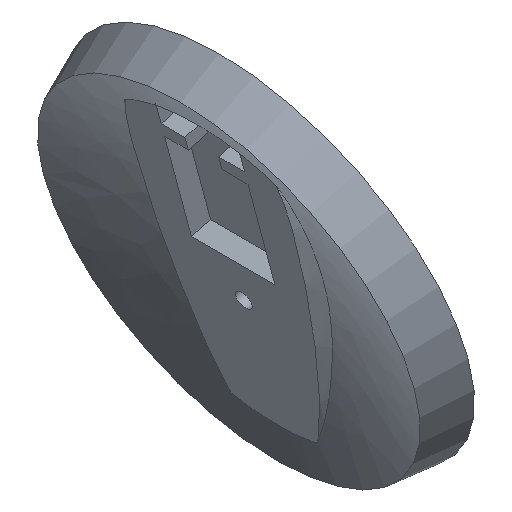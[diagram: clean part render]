
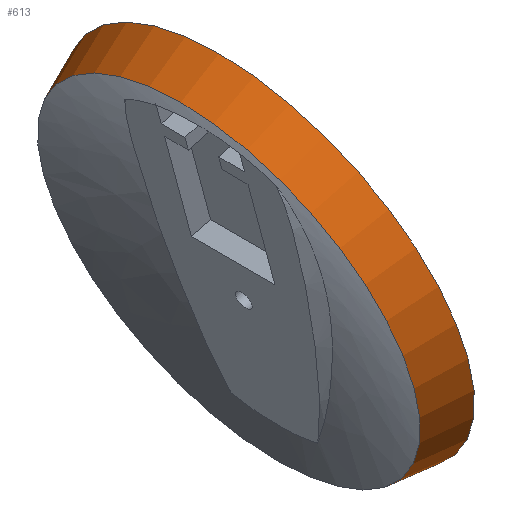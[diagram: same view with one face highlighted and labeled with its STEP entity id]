
A CAD part, isometric view. The second image highlights one B-rep face of the part: STEP entity #613.
In plain terms, the highlighted conical face has half-angle 16.424 degrees and reference radius 19.295 mm.
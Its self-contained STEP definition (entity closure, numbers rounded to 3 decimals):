
#25=CONICAL_SURFACE('',#665,19.295,0.287);
#30=CIRCLE('',#656,18.659);
#31=CIRCLE('',#657,18.659);
#38=CIRCLE('',#666,19.931);
#39=CIRCLE('',#667,19.931);
#90=FACE_OUTER_BOUND('',#124,.T.);
#124=EDGE_LOOP('',(#453,#454,#455,#456,#457,#458));
#169=LINE('',#1302,#216);
#216=VECTOR('',#750,19.295);
#269=VERTEX_POINT('',#1119);
#270=VERTEX_POINT('',#1124);
#279=VERTEX_POINT('',#1298);
#280=VERTEX_POINT('',#1299);
#335=EDGE_CURVE('',#270,#269,#30,.T.);
#336=EDGE_CURVE('',#269,#270,#31,.T.);
#348=EDGE_CURVE('',#279,#280,#38,.T.);
#349=EDGE_CURVE('',#280,#279,#39,.T.);
#350=EDGE_CURVE('',#280,#270,#169,.T.);
#453=ORIENTED_EDGE('',*,*,#348,.F.);
#454=ORIENTED_EDGE('',*,*,#349,.F.);
#455=ORIENTED_EDGE('',*,*,#350,.T.);
#456=ORIENTED_EDGE('',*,*,#335,.T.);
#457=ORIENTED_EDGE('',*,*,#336,.T.);
#458=ORIENTED_EDGE('',*,*,#350,.F.);
#613=ADVANCED_FACE('',(#90),#25,.T.);
#656=AXIS2_PLACEMENT_3D('',#1125,#725,#726);
#657=AXIS2_PLACEMENT_3D('',#1126,#727,#728);
#665=AXIS2_PLACEMENT_3D('',#1297,#744,#745);
#666=AXIS2_PLACEMENT_3D('',#1300,#746,#747);
#667=AXIS2_PLACEMENT_3D('',#1301,#748,#749);
#725=DIRECTION('center_axis',(0.966,0.,0.259));
#726=DIRECTION('ref_axis',(0.259,0.,-0.966));
#727=DIRECTION('center_axis',(0.966,0.,0.259));
#728=DIRECTION('ref_axis',(0.259,0.,-0.966));
#744=DIRECTION('center_axis',(0.966,0.,0.259));
#745=DIRECTION('ref_axis',(0.,1.,0.));
#746=DIRECTION('center_axis',(0.966,0.,0.259));
#747=DIRECTION('ref_axis',(0.259,0.,-0.966));
#748=DIRECTION('center_axis',(0.966,0.,0.259));
#749=DIRECTION('ref_axis',(0.259,0.,-0.966));
#750=DIRECTION('',(-0.927,0.283,-0.248));
#1119=CARTESIAN_POINT('',(28.452,20.275,-4.793));
#1124=CARTESIAN_POINT('',(28.452,-17.042,-4.793));
#1125=CARTESIAN_POINT('Origin',(28.452,1.617,-4.793));
#1126=CARTESIAN_POINT('Origin',(28.452,1.617,-4.793));
#1297=CARTESIAN_POINT('Origin',(30.537,1.617,-4.235));
#1298=CARTESIAN_POINT('',(32.622,21.548,-3.676));
#1299=CARTESIAN_POINT('',(32.622,-18.314,-3.676));
#1300=CARTESIAN_POINT('Origin',(32.622,1.617,-3.676));
#1301=CARTESIAN_POINT('Origin',(32.622,1.617,-3.676));
#1302=CARTESIAN_POINT('',(30.537,-17.678,-4.235));
